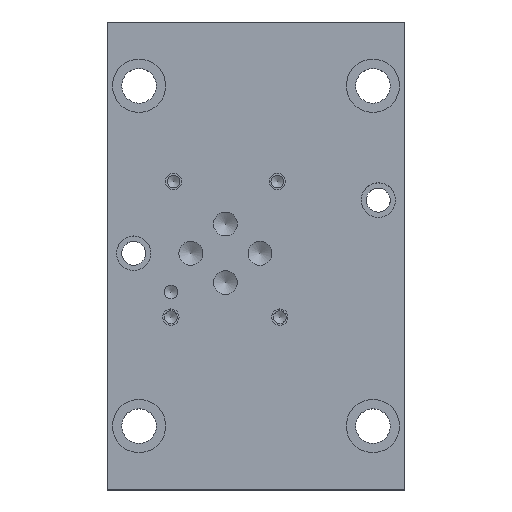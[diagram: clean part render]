
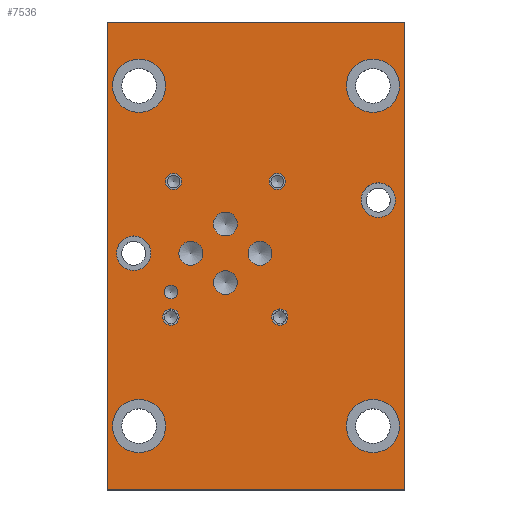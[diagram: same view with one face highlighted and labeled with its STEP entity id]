
A CAD part, top view. The second image highlights one B-rep face of the part: STEP entity #7536.
In plain terms, the highlighted planar face has unit normal (0, 0, 1).
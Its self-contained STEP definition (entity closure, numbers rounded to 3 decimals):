
#69=CIRCLE('',#7859,7.938);
#72=CIRCLE('',#7865,7.938);
#75=CIRCLE('',#7871,7.938);
#78=CIRCLE('',#7877,7.938);
#81=CIRCLE('',#7883,5.156);
#84=CIRCLE('',#7889,5.156);
#86=CIRCLE('',#7894,3.569);
#88=CIRCLE('',#7898,3.569);
#90=CIRCLE('',#7902,3.569);
#92=CIRCLE('',#7906,3.569);
#94=CIRCLE('',#7910,1.981);
#98=CIRCLE('',#7917,2.413);
#102=CIRCLE('',#7925,2.413);
#106=CIRCLE('',#7933,2.413);
#110=CIRCLE('',#7941,2.413);
#453=FACE_BOUND('',#1316,.T.);
#454=FACE_BOUND('',#1317,.T.);
#455=FACE_BOUND('',#1318,.T.);
#456=FACE_BOUND('',#1319,.T.);
#457=FACE_BOUND('',#1320,.T.);
#458=FACE_BOUND('',#1321,.T.);
#459=FACE_BOUND('',#1322,.T.);
#460=FACE_BOUND('',#1323,.T.);
#461=FACE_BOUND('',#1324,.T.);
#462=FACE_BOUND('',#1325,.T.);
#463=FACE_BOUND('',#1326,.T.);
#464=FACE_BOUND('',#1327,.T.);
#465=FACE_BOUND('',#1328,.T.);
#466=FACE_BOUND('',#1329,.T.);
#467=FACE_BOUND('',#1330,.T.);
#862=FACE_OUTER_BOUND('',#1315,.T.);
#1315=EDGE_LOOP('',(#6558,#6559,#6560,#6561));
#1316=EDGE_LOOP('',(#6562));
#1317=EDGE_LOOP('',(#6563));
#1318=EDGE_LOOP('',(#6564));
#1319=EDGE_LOOP('',(#6565));
#1320=EDGE_LOOP('',(#6566));
#1321=EDGE_LOOP('',(#6567));
#1322=EDGE_LOOP('',(#6568));
#1323=EDGE_LOOP('',(#6569));
#1324=EDGE_LOOP('',(#6570));
#1325=EDGE_LOOP('',(#6571));
#1326=EDGE_LOOP('',(#6572));
#1327=EDGE_LOOP('',(#6573));
#1328=EDGE_LOOP('',(#6574));
#1329=EDGE_LOOP('',(#6575));
#1330=EDGE_LOOP('',(#6576));
#1710=LINE('',#10412,#2477);
#2093=LINE('',#12674,#2860);
#2095=LINE('',#12678,#2862);
#2097=LINE('',#12681,#2864);
#2477=VECTOR('',#8595,10.);
#2860=VECTOR('',#9492,10.);
#2862=VECTOR('',#9496,10.);
#2864=VECTOR('',#9500,10.);
#3129=VERTEX_POINT('',#10409);
#3130=VERTEX_POINT('',#10411);
#3491=VERTEX_POINT('',#12503);
#3494=VERTEX_POINT('',#12514);
#3497=VERTEX_POINT('',#12525);
#3500=VERTEX_POINT('',#12536);
#3503=VERTEX_POINT('',#12547);
#3506=VERTEX_POINT('',#12558);
#3509=VERTEX_POINT('',#12569);
#3512=VERTEX_POINT('',#12578);
#3515=VERTEX_POINT('',#12587);
#3518=VERTEX_POINT('',#12596);
#3521=VERTEX_POINT('',#12605);
#3526=VERTEX_POINT('',#12619);
#3531=VERTEX_POINT('',#12635);
#3536=VERTEX_POINT('',#12651);
#3541=VERTEX_POINT('',#12667);
#3542=VERTEX_POINT('',#12673);
#3543=VERTEX_POINT('',#12677);
#3939=EDGE_CURVE('',#3130,#3129,#1710,.T.);
#4474=EDGE_CURVE('',#3491,#3491,#69,.T.);
#4479=EDGE_CURVE('',#3494,#3494,#72,.T.);
#4484=EDGE_CURVE('',#3497,#3497,#75,.T.);
#4489=EDGE_CURVE('',#3500,#3500,#78,.T.);
#4494=EDGE_CURVE('',#3503,#3503,#81,.T.);
#4499=EDGE_CURVE('',#3506,#3506,#84,.T.);
#4504=EDGE_CURVE('',#3509,#3509,#86,.T.);
#4508=EDGE_CURVE('',#3512,#3512,#88,.T.);
#4512=EDGE_CURVE('',#3515,#3515,#90,.T.);
#4516=EDGE_CURVE('',#3518,#3518,#92,.T.);
#4520=EDGE_CURVE('',#3521,#3521,#94,.T.);
#4526=EDGE_CURVE('',#3526,#3526,#98,.T.);
#4533=EDGE_CURVE('',#3531,#3531,#102,.T.);
#4540=EDGE_CURVE('',#3536,#3536,#106,.T.);
#4547=EDGE_CURVE('',#3541,#3541,#110,.T.);
#4550=EDGE_CURVE('',#3542,#3130,#2093,.T.);
#4552=EDGE_CURVE('',#3543,#3542,#2095,.T.);
#4554=EDGE_CURVE('',#3129,#3543,#2097,.T.);
#6558=ORIENTED_EDGE('',*,*,#3939,.T.);
#6559=ORIENTED_EDGE('',*,*,#4554,.T.);
#6560=ORIENTED_EDGE('',*,*,#4552,.T.);
#6561=ORIENTED_EDGE('',*,*,#4550,.T.);
#6562=ORIENTED_EDGE('',*,*,#4474,.T.);
#6563=ORIENTED_EDGE('',*,*,#4479,.T.);
#6564=ORIENTED_EDGE('',*,*,#4484,.T.);
#6565=ORIENTED_EDGE('',*,*,#4489,.T.);
#6566=ORIENTED_EDGE('',*,*,#4494,.T.);
#6567=ORIENTED_EDGE('',*,*,#4499,.T.);
#6568=ORIENTED_EDGE('',*,*,#4504,.T.);
#6569=ORIENTED_EDGE('',*,*,#4508,.T.);
#6570=ORIENTED_EDGE('',*,*,#4512,.T.);
#6571=ORIENTED_EDGE('',*,*,#4516,.T.);
#6572=ORIENTED_EDGE('',*,*,#4520,.T.);
#6573=ORIENTED_EDGE('',*,*,#4526,.T.);
#6574=ORIENTED_EDGE('',*,*,#4533,.T.);
#6575=ORIENTED_EDGE('',*,*,#4540,.T.);
#6576=ORIENTED_EDGE('',*,*,#4547,.T.);
#6834=PLANE('',#7947);
#7536=ADVANCED_FACE('',(#862,#453,#454,#455,#456,#457,#458,#459,#460,#461,
#462,#463,#464,#465,#466,#467),#6834,.T.);
#7859=AXIS2_PLACEMENT_3D('',#12504,#9288,#9289);
#7865=AXIS2_PLACEMENT_3D('',#12515,#9302,#9303);
#7871=AXIS2_PLACEMENT_3D('',#12526,#9316,#9317);
#7877=AXIS2_PLACEMENT_3D('',#12537,#9330,#9331);
#7883=AXIS2_PLACEMENT_3D('',#12548,#9344,#9345);
#7889=AXIS2_PLACEMENT_3D('',#12559,#9358,#9359);
#7894=AXIS2_PLACEMENT_3D('',#12570,#9371,#9372);
#7898=AXIS2_PLACEMENT_3D('',#12579,#9381,#9382);
#7902=AXIS2_PLACEMENT_3D('',#12588,#9391,#9392);
#7906=AXIS2_PLACEMENT_3D('',#12597,#9401,#9402);
#7910=AXIS2_PLACEMENT_3D('',#12606,#9411,#9412);
#7917=AXIS2_PLACEMENT_3D('',#12620,#9427,#9428);
#7925=AXIS2_PLACEMENT_3D('',#12636,#9446,#9447);
#7933=AXIS2_PLACEMENT_3D('',#12652,#9465,#9466);
#7941=AXIS2_PLACEMENT_3D('',#12668,#9484,#9485);
#7947=AXIS2_PLACEMENT_3D('',#12683,#9503,#9504);
#8595=DIRECTION('',(1.,0.,0.));
#9288=DIRECTION('center_axis',(0.,0.,-1.));
#9289=DIRECTION('ref_axis',(1.,0.,0.));
#9302=DIRECTION('center_axis',(0.,0.,-1.));
#9303=DIRECTION('ref_axis',(1.,0.,0.));
#9316=DIRECTION('center_axis',(0.,0.,-1.));
#9317=DIRECTION('ref_axis',(1.,0.,0.));
#9330=DIRECTION('center_axis',(0.,0.,-1.));
#9331=DIRECTION('ref_axis',(1.,0.,0.));
#9344=DIRECTION('center_axis',(0.,0.,-1.));
#9345=DIRECTION('ref_axis',(1.,0.,0.));
#9358=DIRECTION('center_axis',(0.,0.,-1.));
#9359=DIRECTION('ref_axis',(1.,0.,0.));
#9371=DIRECTION('center_axis',(0.,0.,-1.));
#9372=DIRECTION('ref_axis',(1.,0.,0.));
#9381=DIRECTION('center_axis',(0.,0.,-1.));
#9382=DIRECTION('ref_axis',(1.,0.,0.));
#9391=DIRECTION('center_axis',(0.,0.,-1.));
#9392=DIRECTION('ref_axis',(1.,0.,0.));
#9401=DIRECTION('center_axis',(0.,0.,-1.));
#9402=DIRECTION('ref_axis',(1.,0.,0.));
#9411=DIRECTION('center_axis',(0.,0.,-1.));
#9412=DIRECTION('ref_axis',(1.,0.,0.));
#9427=DIRECTION('center_axis',(0.,0.,-1.));
#9428=DIRECTION('ref_axis',(1.,0.,0.));
#9446=DIRECTION('center_axis',(0.,0.,-1.));
#9447=DIRECTION('ref_axis',(1.,0.,0.));
#9465=DIRECTION('center_axis',(0.,0.,-1.));
#9466=DIRECTION('ref_axis',(1.,0.,0.));
#9484=DIRECTION('center_axis',(0.,0.,-1.));
#9485=DIRECTION('ref_axis',(1.,0.,0.));
#9492=DIRECTION('',(0.,-1.,0.));
#9496=DIRECTION('',(-1.,0.,0.));
#9500=DIRECTION('',(0.,1.,0.));
#9503=DIRECTION('center_axis',(0.,0.,1.));
#9504=DIRECTION('ref_axis',(1.,0.,0.));
#10409=CARTESIAN_POINT('',(88.9,0.,31.75));
#10411=CARTESIAN_POINT('',(0.,0.,31.75));
#10412=CARTESIAN_POINT('',(0.,0.,31.75));
#12503=CARTESIAN_POINT('',(1.588,120.65,31.75));
#12504=CARTESIAN_POINT('Origin',(9.525,120.65,31.75));
#12514=CARTESIAN_POINT('',(1.588,19.05,31.75));
#12515=CARTESIAN_POINT('Origin',(9.525,19.05,31.75));
#12525=CARTESIAN_POINT('',(71.438,19.05,31.75));
#12526=CARTESIAN_POINT('Origin',(79.375,19.05,31.75));
#12536=CARTESIAN_POINT('',(71.438,120.65,31.75));
#12537=CARTESIAN_POINT('Origin',(79.375,120.65,31.75));
#12547=CARTESIAN_POINT('',(2.781,70.644,31.75));
#12548=CARTESIAN_POINT('Origin',(7.938,70.644,31.75));
#12558=CARTESIAN_POINT('',(75.806,86.519,31.75));
#12559=CARTESIAN_POINT('Origin',(80.963,86.519,31.75));
#12569=CARTESIAN_POINT('',(31.737,79.375,31.75));
#12570=CARTESIAN_POINT('Origin',(35.306,79.375,31.75));
#12578=CARTESIAN_POINT('',(21.425,70.637,31.75));
#12579=CARTESIAN_POINT('Origin',(24.994,70.637,31.75));
#12587=CARTESIAN_POINT('',(42.075,70.637,31.75));
#12588=CARTESIAN_POINT('Origin',(45.644,70.637,31.75));
#12596=CARTESIAN_POINT('',(31.737,61.9,31.75));
#12597=CARTESIAN_POINT('Origin',(35.306,61.9,31.75));
#12605=CARTESIAN_POINT('',(17.069,59.08,31.75));
#12606=CARTESIAN_POINT('Origin',(19.05,59.08,31.75));
#12619=CARTESIAN_POINT('',(49.174,51.587,31.75));
#12620=CARTESIAN_POINT('Origin',(51.587,51.587,31.75));
#12635=CARTESIAN_POINT('',(17.424,92.075,31.75));
#12636=CARTESIAN_POINT('Origin',(19.837,92.075,31.75));
#12651=CARTESIAN_POINT('',(48.387,92.075,31.75));
#12652=CARTESIAN_POINT('Origin',(50.8,92.075,31.75));
#12667=CARTESIAN_POINT('',(16.637,51.587,31.75));
#12668=CARTESIAN_POINT('Origin',(19.05,51.587,31.75));
#12673=CARTESIAN_POINT('',(0.,139.7,31.75));
#12674=CARTESIAN_POINT('',(0.,139.7,31.75));
#12677=CARTESIAN_POINT('',(88.9,139.7,31.75));
#12678=CARTESIAN_POINT('',(88.9,139.7,31.75));
#12681=CARTESIAN_POINT('',(88.9,0.,31.75));
#12683=CARTESIAN_POINT('Origin',(44.45,69.85,31.75));
